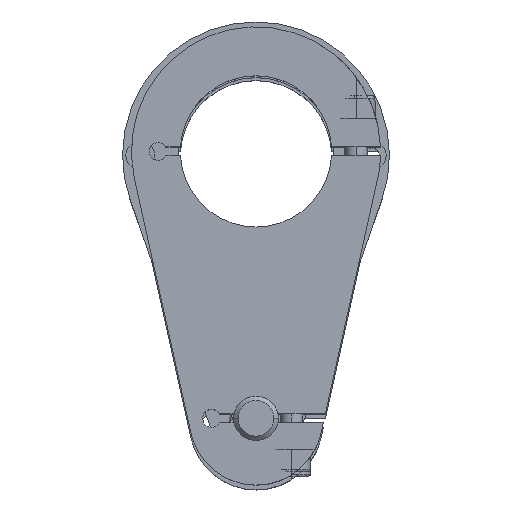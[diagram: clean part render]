
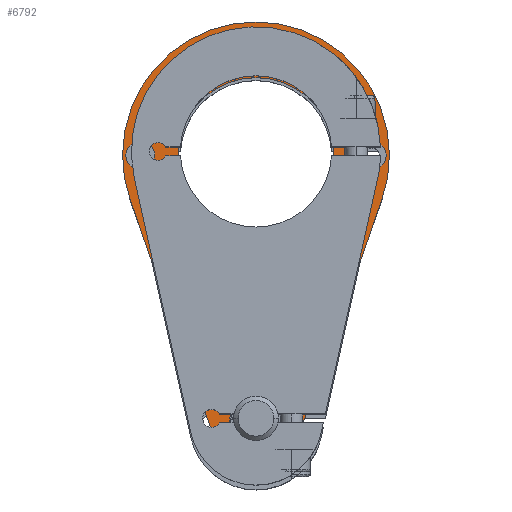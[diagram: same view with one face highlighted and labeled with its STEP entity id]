
A CAD part, top view. The second image highlights one B-rep face of the part: STEP entity #6792.
In plain terms, the highlighted planar face has unit normal (0, 0, 1).
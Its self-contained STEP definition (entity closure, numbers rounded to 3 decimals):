
#40 = DIRECTION ( 'NONE',  ( 0., -1., 0. ) ) ;
#279 = EDGE_CURVE ( 'NONE', #5987, #6173, #336, .T. ) ;
#281 = LINE ( 'NONE', #2498, #2796 ) ;
#336 = CIRCLE ( 'NONE', #2751, 17.5 ) ;
#543 = CARTESIAN_POINT ( 'NONE',  ( 9.428, -63.333, -524. ) ) ;
#565 = VERTEX_POINT ( 'NONE', #543 ) ;
#568 = CARTESIAN_POINT ( 'NONE',  ( 26., 3.25, -524. ) ) ;
#864 = VERTEX_POINT ( 'NONE', #1437 ) ;
#889 = EDGE_CURVE ( 'NONE', #10337, #565, #4484, .T. ) ;
#1148 = DIRECTION ( 'NONE',  ( 0., 0., -1. ) ) ;
#1259 = CIRCLE ( 'NONE', #11732, 3.25 ) ;
#1333 = DIRECTION ( 'NONE',  ( 0., 0., -1. ) ) ;
#1342 = CIRCLE ( 'NONE', #9085, 6. ) ;
#1437 = CARTESIAN_POINT ( 'NONE',  ( -28.284, -10., -524. ) ) ;
#1480 = CARTESIAN_POINT ( 'NONE',  ( 0., -60., -524. ) ) ;
#1535 = AXIS2_PLACEMENT_3D ( 'NONE', #5561, #12115, #6507 ) ;
#1631 = CIRCLE ( 'NONE', #11327, 3.25 ) ;
#1672 = CARTESIAN_POINT ( 'NONE',  ( 0., 0., -524. ) ) ;
#1776 = CIRCLE ( 'NONE', #9819, 10. ) ;
#1808 = VERTEX_POINT ( 'NONE', #2557 ) ;
#1869 = EDGE_LOOP ( 'NONE', ( #2881, #6167 ) ) ;
#1993 = FACE_BOUND ( 'NONE', #4511, .T. ) ;
#2123 = AXIS2_PLACEMENT_3D ( 'NONE', #6812, #1148, #7734 ) ;
#2214 = AXIS2_PLACEMENT_3D ( 'NONE', #1480, #8064, #2436 ) ;
#2323 = ORIENTED_EDGE ( 'NONE', *, *, #889, .T. ) ;
#2436 = DIRECTION ( 'NONE',  ( 0., -1., 0. ) ) ;
#2498 = CARTESIAN_POINT ( 'NONE',  ( 9.428, -63.333, -524. ) ) ;
#2557 = CARTESIAN_POINT ( 'NONE',  ( 0., -66., -524. ) ) ;
#2635 = DIRECTION ( 'NONE',  ( 0., -1., 0. ) ) ;
#2751 = AXIS2_PLACEMENT_3D ( 'NONE', #8952, #3328, #8005 ) ;
#2796 = VECTOR ( 'NONE', #8128, 1000. ) ;
#2881 = ORIENTED_EDGE ( 'NONE', *, *, #279, .T. ) ;
#3311 = CARTESIAN_POINT ( 'NONE',  ( -28.284, -10., -524. ) ) ;
#3328 = DIRECTION ( 'NONE',  ( 0., 0., -1. ) ) ;
#3528 = DIRECTION ( 'NONE',  ( 0., 0., -1. ) ) ;
#3642 = ORIENTED_EDGE ( 'NONE', *, *, #10035, .T. ) ;
#3944 = DIRECTION ( 'NONE',  ( 0., 0., -1. ) ) ;
#3966 = VERTEX_POINT ( 'NONE', #7233 ) ;
#3975 = ORIENTED_EDGE ( 'NONE', *, *, #4303, .T. ) ;
#4005 = EDGE_LOOP ( 'NONE', ( #3975, #11290, #7483, #2323, #6375 ) ) ;
#4149 = EDGE_CURVE ( 'NONE', #6173, #5987, #5620, .T. ) ;
#4231 = EDGE_CURVE ( 'NONE', #565, #11737, #281, .T. ) ;
#4303 = EDGE_CURVE ( 'NONE', #11737, #864, #10998, .T. ) ;
#4453 = CARTESIAN_POINT ( 'NONE',  ( 26., 0., -524. ) ) ;
#4484 = CIRCLE ( 'NONE', #2214, 10. ) ;
#4501 = FACE_BOUND ( 'NONE', #9567, .T. ) ;
#4511 = EDGE_LOOP ( 'NONE', ( #3642, #6911 ) ) ;
#4599 = EDGE_CURVE ( 'NONE', #1808, #3966, #4683, .T. ) ;
#4607 = DIRECTION ( 'NONE',  ( 0., 0., 1. ) ) ;
#4683 = CIRCLE ( 'NONE', #11153, 6. ) ;
#4779 = DIRECTION ( 'NONE',  ( 0., 0., -1. ) ) ;
#5321 = ORIENTED_EDGE ( 'NONE', *, *, #6734, .T. ) ;
#5391 = DIRECTION ( 'NONE',  ( 0., -1., 0. ) ) ;
#5561 = CARTESIAN_POINT ( 'NONE',  ( 0., -60., -524. ) ) ;
#5610 = EDGE_CURVE ( 'NONE', #864, #7596, #10351, .T. ) ;
#5620 = CIRCLE ( 'NONE', #10597, 17.5 ) ;
#5663 = DIRECTION ( 'NONE',  ( 0., 0., -1. ) ) ;
#5723 = AXIS2_PLACEMENT_3D ( 'NONE', #1672, #8247, #2635 ) ;
#5987 = VERTEX_POINT ( 'NONE', #6815 ) ;
#6127 = ORIENTED_EDGE ( 'NONE', *, *, #11054, .T. ) ;
#6167 = ORIENTED_EDGE ( 'NONE', *, *, #4149, .T. ) ;
#6173 = VERTEX_POINT ( 'NONE', #11908 ) ;
#6375 = ORIENTED_EDGE ( 'NONE', *, *, #4231, .T. ) ;
#6507 = DIRECTION ( 'NONE',  ( 0., -1., 0. ) ) ;
#6535 = CIRCLE ( 'NONE', #2123, 3.25 ) ;
#6734 = EDGE_CURVE ( 'NONE', #8698, #7998, #9061, .T. ) ;
#6792 = ADVANCED_FACE ( 'NONE', ( #9494, #11697, #7008, #1993, #4501 ), #7395, .T. ) ;
#6812 = CARTESIAN_POINT ( 'NONE',  ( -26., 0., -524. ) ) ;
#6815 = CARTESIAN_POINT ( 'NONE',  ( 0., -17.5, -524. ) ) ;
#6882 = CARTESIAN_POINT ( 'NONE',  ( 0., -70., -524. ) ) ;
#6911 = ORIENTED_EDGE ( 'NONE', *, *, #12046, .T. ) ;
#6997 = CARTESIAN_POINT ( 'NONE',  ( 0., 0., -524. ) ) ;
#7008 = FACE_BOUND ( 'NONE', #9738, .T. ) ;
#7034 = CARTESIAN_POINT ( 'NONE',  ( -26., -3.25, -524. ) ) ;
#7233 = CARTESIAN_POINT ( 'NONE',  ( 0., -54., -524. ) ) ;
#7395 = PLANE ( 'NONE',  #1535 ) ;
#7483 = ORIENTED_EDGE ( 'NONE', *, *, #7579, .T. ) ;
#7539 = VECTOR ( 'NONE', #8021, 1000. ) ;
#7579 = EDGE_CURVE ( 'NONE', #7596, #10337, #1776, .T. ) ;
#7596 = VERTEX_POINT ( 'NONE', #12108 ) ;
#7734 = DIRECTION ( 'NONE',  ( 0., -1., 0. ) ) ;
#7818 = ORIENTED_EDGE ( 'NONE', *, *, #4599, .T. ) ;
#7921 = DIRECTION ( 'NONE',  ( 0., -1., 0. ) ) ;
#7998 = VERTEX_POINT ( 'NONE', #568 ) ;
#8005 = DIRECTION ( 'NONE',  ( 0., -1., 0. ) ) ;
#8021 = DIRECTION ( 'NONE',  ( 0.333, -0.943, 0. ) ) ;
#8064 = DIRECTION ( 'NONE',  ( 0., 0., 1. ) ) ;
#8128 = DIRECTION ( 'NONE',  ( 0.333, 0.943, 0. ) ) ;
#8247 = DIRECTION ( 'NONE',  ( 0., 0., 1. ) ) ;
#8360 = VERTEX_POINT ( 'NONE', #8538 ) ;
#8538 = CARTESIAN_POINT ( 'NONE',  ( -26., 3.25, -524. ) ) ;
#8698 = VERTEX_POINT ( 'NONE', #9031 ) ;
#8952 = CARTESIAN_POINT ( 'NONE',  ( 0., 0., -524. ) ) ;
#9031 = CARTESIAN_POINT ( 'NONE',  ( 26., -3.25, -524. ) ) ;
#9061 = CIRCLE ( 'NONE', #12082, 3.25 ) ;
#9085 = AXIS2_PLACEMENT_3D ( 'NONE', #9155, #3528, #10091 ) ;
#9155 = CARTESIAN_POINT ( 'NONE',  ( 0., -60., -524. ) ) ;
#9494 = FACE_OUTER_BOUND ( 'NONE', #4005, .T. ) ;
#9560 = CARTESIAN_POINT ( 'NONE',  ( 0., -60., -524. ) ) ;
#9567 = EDGE_LOOP ( 'NONE', ( #5321, #6127 ) ) ;
#9738 = EDGE_LOOP ( 'NONE', ( #7818, #10453 ) ) ;
#9819 = AXIS2_PLACEMENT_3D ( 'NONE', #10244, #4607, #11169 ) ;
#10035 = EDGE_CURVE ( 'NONE', #10403, #8360, #1631, .T. ) ;
#10091 = DIRECTION ( 'NONE',  ( 0., -1., 0. ) ) ;
#10244 = CARTESIAN_POINT ( 'NONE',  ( 0., -60., -524. ) ) ;
#10337 = VERTEX_POINT ( 'NONE', #6882 ) ;
#10351 = LINE ( 'NONE', #3311, #7539 ) ;
#10403 = VERTEX_POINT ( 'NONE', #7034 ) ;
#10416 = CARTESIAN_POINT ( 'NONE',  ( -26., 0., -524. ) ) ;
#10453 = ORIENTED_EDGE ( 'NONE', *, *, #11729, .T. ) ;
#10512 = DIRECTION ( 'NONE',  ( 0., -1., 0. ) ) ;
#10597 = AXIS2_PLACEMENT_3D ( 'NONE', #6997, #1333, #7921 ) ;
#10985 = CARTESIAN_POINT ( 'NONE',  ( 28.284, -10., -524. ) ) ;
#10998 = CIRCLE ( 'NONE', #5723, 30. ) ;
#11010 = DIRECTION ( 'NONE',  ( 0., 0., -1. ) ) ;
#11054 = EDGE_CURVE ( 'NONE', #7998, #8698, #1259, .T. ) ;
#11153 = AXIS2_PLACEMENT_3D ( 'NONE', #9560, #3944, #10512 ) ;
#11169 = DIRECTION ( 'NONE',  ( 0., -1., 0. ) ) ;
#11284 = CARTESIAN_POINT ( 'NONE',  ( 26., 0., -524. ) ) ;
#11290 = ORIENTED_EDGE ( 'NONE', *, *, #5610, .T. ) ;
#11327 = AXIS2_PLACEMENT_3D ( 'NONE', #10416, #4779, #11354 ) ;
#11354 = DIRECTION ( 'NONE',  ( 0., -1., 0. ) ) ;
#11697 = FACE_BOUND ( 'NONE', #1869, .T. ) ;
#11729 = EDGE_CURVE ( 'NONE', #3966, #1808, #1342, .T. ) ;
#11732 = AXIS2_PLACEMENT_3D ( 'NONE', #11284, #5663, #40 ) ;
#11737 = VERTEX_POINT ( 'NONE', #10985 ) ;
#11908 = CARTESIAN_POINT ( 'NONE',  ( 0., 17.5, -524. ) ) ;
#12046 = EDGE_CURVE ( 'NONE', #8360, #10403, #6535, .T. ) ;
#12082 = AXIS2_PLACEMENT_3D ( 'NONE', #4453, #11010, #5391 ) ;
#12108 = CARTESIAN_POINT ( 'NONE',  ( -9.428, -63.333, -524. ) ) ;
#12115 = DIRECTION ( 'NONE',  ( 0., 0., 1. ) ) ;
